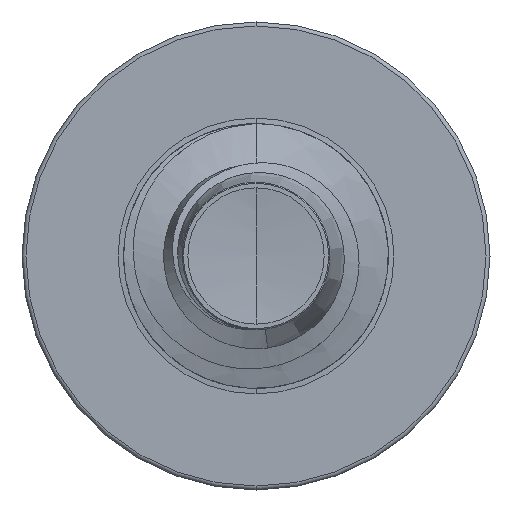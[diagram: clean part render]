
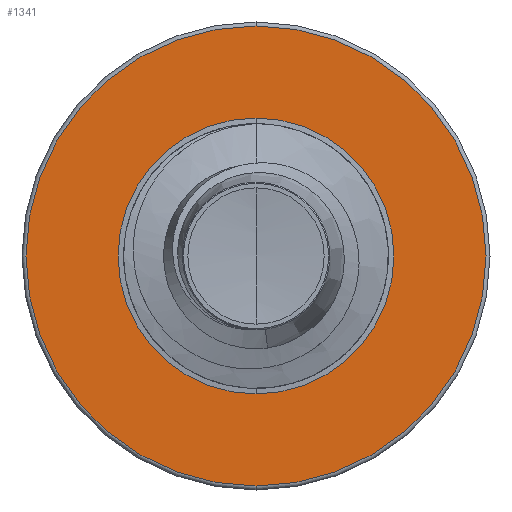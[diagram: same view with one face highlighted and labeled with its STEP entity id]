
A CAD part, front view. The second image highlights one B-rep face of the part: STEP entity #1341.
In plain terms, the highlighted planar face has unit normal (0, -1, 0).
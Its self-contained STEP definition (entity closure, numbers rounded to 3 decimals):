
#1341 = ADVANCED_FACE ( 'NONE', ( #7937, #11571 ), #4780, .F. ) ;
#1348 = ORIENTED_EDGE ( 'NONE', *, *, #7721, .T. ) ;
#1926 = CARTESIAN_POINT ( 'NONE',  ( 0., 7.5, 1.562 ) ) ;
#1973 = CARTESIAN_POINT ( 'NONE',  ( 0., 7.5, -1.562 ) ) ;
#3210 = AXIS2_PLACEMENT_3D ( 'NONE', #5455, #15055, #6830 ) ;
#3438 = AXIS2_PLACEMENT_3D ( 'NONE', #14201, #5983, #15591 ) ;
#4093 = ORIENTED_EDGE ( 'NONE', *, *, #17169, .F. ) ;
#4780 = PLANE ( 'NONE',  #11749 ) ;
#4951 = VERTEX_POINT ( 'NONE', #5100 ) ;
#5029 = AXIS2_PLACEMENT_3D ( 'NONE', #15775, #7542, #17173 ) ;
#5079 = CARTESIAN_POINT ( 'NONE',  ( 0., 7.5, -1.562 ) ) ;
#5100 = CARTESIAN_POINT ( 'NONE',  ( 0., 7.5, 2.605 ) ) ;
#5455 = CARTESIAN_POINT ( 'NONE',  ( 0., 7.5, 0. ) ) ;
#5892 = VERTEX_POINT ( 'NONE', #1926 ) ;
#5983 = DIRECTION ( 'NONE',  ( 0., 1., 0. ) ) ;
#6251 = VERTEX_POINT ( 'NONE', #5079 ) ;
#6809 = CARTESIAN_POINT ( 'NONE',  ( 0., 7.5, 0. ) ) ;
#6830 = DIRECTION ( 'NONE',  ( 0., 0., 1. ) ) ;
#7542 = DIRECTION ( 'NONE',  ( 0., 1., 0. ) ) ;
#7721 = EDGE_CURVE ( 'NONE', #6251, #5892, #17660, .T. ) ;
#7749 = ORIENTED_EDGE ( 'NONE', *, *, #8858, .F. ) ;
#7771 = CARTESIAN_POINT ( 'NONE',  ( 0., 7.5, -2.605 ) ) ;
#7937 = FACE_OUTER_BOUND ( 'NONE', #13599, .T. ) ;
#8165 = CIRCLE ( 'NONE', #17037, 1.562 ) ;
#8192 = DIRECTION ( 'NONE',  ( 0., 0., 1. ) ) ;
#8267 = EDGE_CURVE ( 'NONE', #5892, #6251, #8165, .T. ) ;
#8858 = EDGE_CURVE ( 'NONE', #10987, #4951, #9659, .T. ) ;
#9501 = CIRCLE ( 'NONE', #5029, 2.605 ) ;
#9597 = ORIENTED_EDGE ( 'NONE', *, *, #8267, .T. ) ;
#9659 = CIRCLE ( 'NONE', #3438, 2.605 ) ;
#10987 = VERTEX_POINT ( 'NONE', #7771 ) ;
#11571 = FACE_BOUND ( 'NONE', #15497, .T. ) ;
#11749 = AXIS2_PLACEMENT_3D ( 'NONE', #1973, #17001, #13269 ) ;
#13269 = DIRECTION ( 'NONE',  ( 0., 0., 1. ) ) ;
#13599 = EDGE_LOOP ( 'NONE', ( #4093, #7749 ) ) ;
#14201 = CARTESIAN_POINT ( 'NONE',  ( 0., 7.5, 0. ) ) ;
#15055 = DIRECTION ( 'NONE',  ( 0., 1., 0. ) ) ;
#15497 = EDGE_LOOP ( 'NONE', ( #9597, #1348 ) ) ;
#15591 = DIRECTION ( 'NONE',  ( 0., 0., 1. ) ) ;
#15775 = CARTESIAN_POINT ( 'NONE',  ( 0., 7.5, 0. ) ) ;
#16424 = DIRECTION ( 'NONE',  ( 0., 1., 0. ) ) ;
#17001 = DIRECTION ( 'NONE',  ( 0., 1., 0. ) ) ;
#17037 = AXIS2_PLACEMENT_3D ( 'NONE', #6809, #16424, #8192 ) ;
#17169 = EDGE_CURVE ( 'NONE', #4951, #10987, #9501, .T. ) ;
#17173 = DIRECTION ( 'NONE',  ( 0., 0., 1. ) ) ;
#17660 = CIRCLE ( 'NONE', #3210, 1.562 ) ;
